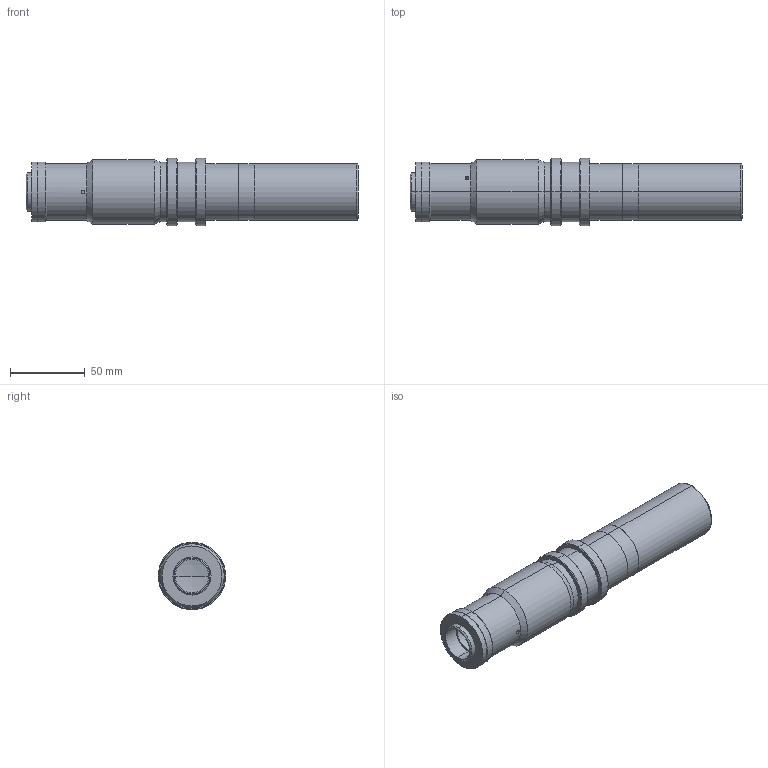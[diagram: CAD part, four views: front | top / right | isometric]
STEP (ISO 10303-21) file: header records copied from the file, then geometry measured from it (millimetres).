
FILE_DESCRIPTION (( 'STEP AP214' ), '1' );
FILE_NAME ('4M16_C.STEP', '2013-04-29T10:55:42', ( 'Work' ), ( '' ), 'SwSTEP 2.0', 'SolidWorks 2013', '' );
FILE_SCHEMA (( 'AUTOMOTIVE_DESIGN' ));
Length unit declared in the file: millimetre
Products named in the file (1): 4M16_C
Bounding box: 221.4 x 45 x 45 mm (x, y, z)
Surface area: 40389.4 mm2 (no closed solid volume)
Topology: 0 solids, 11 shells, 92 faces, 236 edges, 160 vertices
Faces by surface type: cylinder 42, plane 23, cone 23, sphere 2, torus 2
Entity records: 4154 total; most frequent: CARTESIAN_POINT 799, DIRECTION 543, ORIENTED_EDGE 398, EDGE_CURVE 236, AXIS2_PLACEMENT_3D 234, VERTEX_POINT 160, CIRCLE 141, EDGE_LOOP 120
